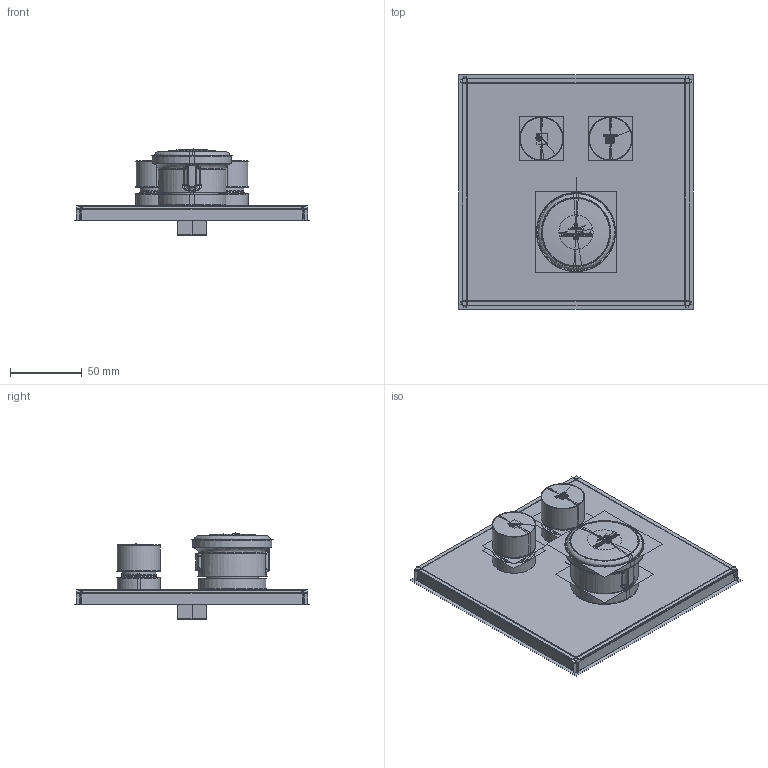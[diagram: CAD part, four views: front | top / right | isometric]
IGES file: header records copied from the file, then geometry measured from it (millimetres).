
Start section:  PTC IGES file: tvs117002002_3dpl.igs
Global section: file name: tvs117002002_3dpl.igs; native system: Creo Parametric by PTC Inc.; preprocessor: 2024253; author: MaiP; organization: Unknown; date: 20250702.114200; units: millimetre
Bounding box: 163.28 x 163.28 x 59.85 mm (x, y, z)
Surface area: 190036 mm2 (no closed solid volume)
Topology: 0 solids, 0 shells, 2482 faces, 34608 edges, 45065 vertices
Faces by surface type: bspline 1124, extrusion 844, revolution 514
